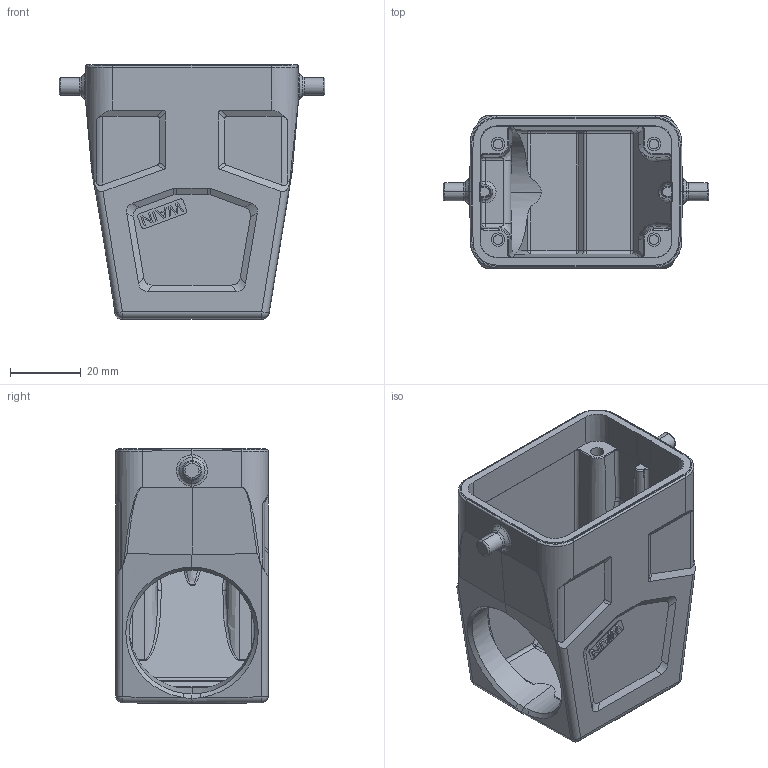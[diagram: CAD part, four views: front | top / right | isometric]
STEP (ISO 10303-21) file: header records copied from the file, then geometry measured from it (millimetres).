
FILE_DESCRIPTION((''),'2;1');
FILE_NAME('W6B-SEH-2B-PG29','2017-02-20T',('sh.ye'),(''),'PRO/ENGINEER BY PARAMETRIC TECHNOLOGY CORPORATION, 2010180','PRO/ENGINEER BY PARAMETRIC TECHNOLOGY CORPORATION, 2010180','');
FILE_SCHEMA(('AUTOMOTIVE_DESIGN { 1 0 10303 214 1 1 1 1 }'));
Length unit declared in the file: millimetre
Products named in the file (1): W6B-SEH-2B-PG29
Bounding box: 75 x 43 x 72 mm (x, y, z)
Volume: 51888.3 mm3; surface area: 27348.4 mm2
Topology: 1 solids, 1 shells, 435 faces, 1099 edges, 687 vertices
Faces by surface type: plane 191, cylinder 138, bspline 49, extrusion 20, sphere 16, torus 11, cone 10
Entity records: 17590 total; most frequent: CARTESIAN_POINT 7554, ORIENTED_EDGE 2198, DIRECTION 1776, EDGE_CURVE 1099, VERTEX_POINT 687, VECTOR 638, LINE 618, AXIS2_PLACEMENT_3D 569
